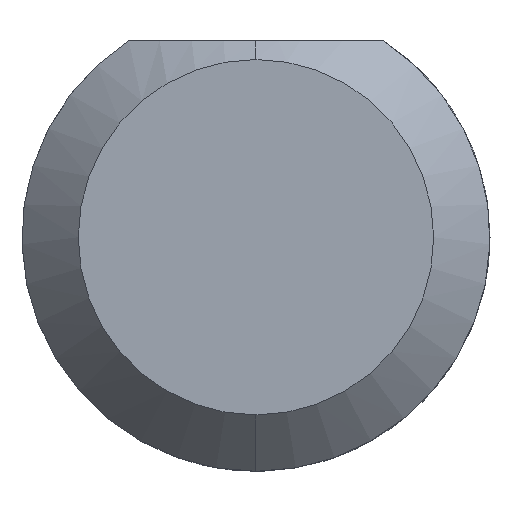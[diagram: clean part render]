
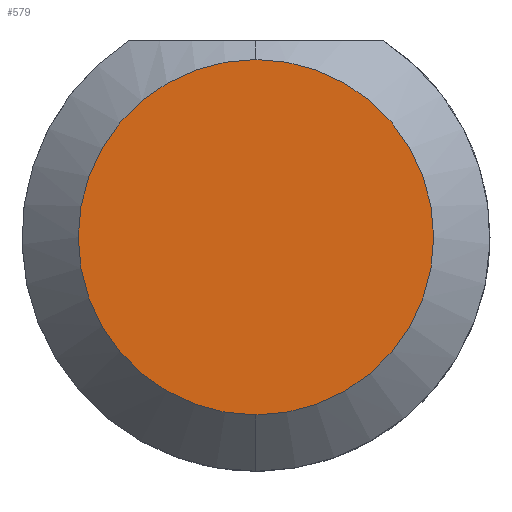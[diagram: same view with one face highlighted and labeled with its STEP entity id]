
A CAD part, left-side view. The second image highlights one B-rep face of the part: STEP entity #579.
In plain terms, the highlighted planar face has unit normal (-1, 0, 0).
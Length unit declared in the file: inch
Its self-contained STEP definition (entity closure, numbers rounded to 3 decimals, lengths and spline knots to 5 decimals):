
#93 = CARTESIAN_POINT ( 'NONE',  ( 0., 0., 0. ) ) ;
#104 = VERTEX_POINT ( 'NONE', #208 ) ;
#208 = CARTESIAN_POINT ( 'NONE',  ( 0., 0., 0.04735 ) ) ;
#247 = DIRECTION ( 'NONE',  ( 1., 0., 0. ) ) ;
#250 = PLANE ( 'NONE',  #641 ) ;
#279 = AXIS2_PLACEMENT_3D ( 'NONE', #649, #733, #650 ) ;
#334 = AXIS2_PLACEMENT_3D ( 'NONE', #615, #559, #531 ) ;
#347 = CIRCLE ( 'NONE', #334, 0.04735 ) ;
#370 = DIRECTION ( 'NONE',  ( 0., 0., -1. ) ) ;
#373 = FACE_OUTER_BOUND ( 'NONE', #545, .T. ) ;
#400 = VERTEX_POINT ( 'NONE', #689 ) ;
#441 = ORIENTED_EDGE ( 'NONE', *, *, #509, .T. ) ;
#509 = EDGE_CURVE ( 'NONE', #104, #400, #347, .T. ) ;
#531 = DIRECTION ( 'NONE',  ( 0., 0., 1. ) ) ;
#545 = EDGE_LOOP ( 'NONE', ( #658, #441 ) ) ;
#559 = DIRECTION ( 'NONE',  ( -1., 0., 0. ) ) ;
#579 = ADVANCED_FACE ( 'NONE', ( #373 ), #250, .F. ) ;
#615 = CARTESIAN_POINT ( 'NONE',  ( 0., 0., 0. ) ) ;
#641 = AXIS2_PLACEMENT_3D ( 'NONE', #93, #247, #370 ) ;
#649 = CARTESIAN_POINT ( 'NONE',  ( 0., 0., 0. ) ) ;
#650 = DIRECTION ( 'NONE',  ( 0., 0., 1. ) ) ;
#658 = ORIENTED_EDGE ( 'NONE', *, *, #784, .T. ) ;
#689 = CARTESIAN_POINT ( 'NONE',  ( 0., 0., -0.04735 ) ) ;
#694 = CIRCLE ( 'NONE', #279, 0.04735 ) ;
#733 = DIRECTION ( 'NONE',  ( -1., 0., 0. ) ) ;
#784 = EDGE_CURVE ( 'NONE', #400, #104, #694, .T. ) ;
